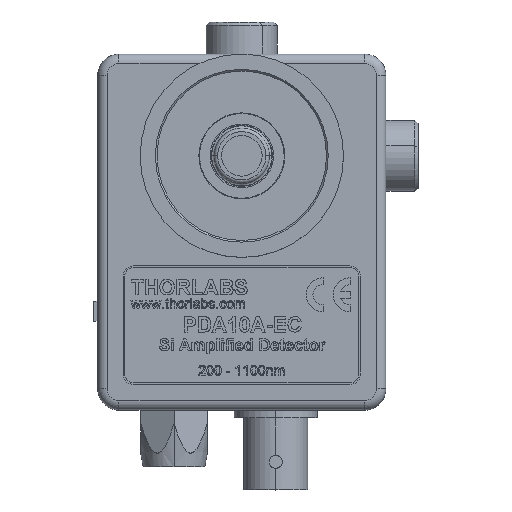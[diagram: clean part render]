
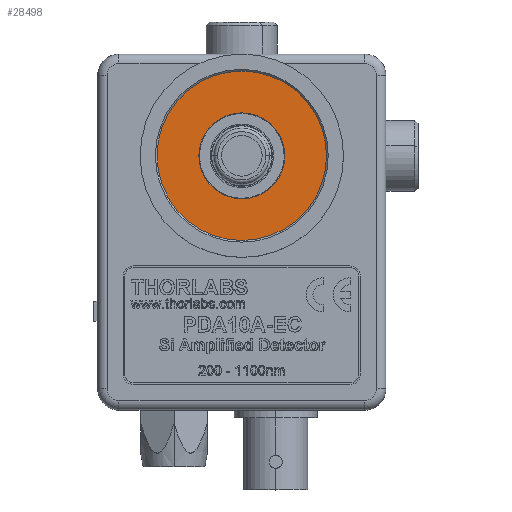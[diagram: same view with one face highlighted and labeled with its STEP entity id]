
A CAD part, top view. The second image highlights one B-rep face of the part: STEP entity #28498.
In plain terms, the highlighted planar face has unit normal (0, 0, 1).
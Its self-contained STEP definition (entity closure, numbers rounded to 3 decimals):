
#14071 = CARTESIAN_POINT ( 'NONE',  ( 28.029, 38.1, 21.082 ) ) ;
#14072 = DIRECTION ( 'NONE',  ( 1., 0., 0. ) ) ;
#14073 = DIRECTION ( 'NONE',  ( 0., 0., 1. ) ) ;
#14074 = AXIS2_PLACEMENT_3D ( 'NONE', #14081, #14073, #14072 ) ;
#14075 = CIRCLE ( 'NONE', #14074, 13.145 ) ;
#14081 = CARTESIAN_POINT ( 'NONE',  ( 21.59, 38.1, 21.082 ) ) ;
#14284 = CARTESIAN_POINT ( 'NONE',  ( 34.735, 38.1, 21.082 ) ) ;
#14285 = DIRECTION ( 'NONE',  ( 1., 0., 0. ) ) ;
#14286 = DIRECTION ( 'NONE',  ( 0., 0., 1. ) ) ;
#14287 = CARTESIAN_POINT ( 'NONE',  ( 21.59, 38.1, 21.082 ) ) ;
#14288 = AXIS2_PLACEMENT_3D ( 'NONE', #14287, #14286, #14285 ) ;
#14289 = CIRCLE ( 'NONE', #14288, 6.439 ) ;
#14290 = CARTESIAN_POINT ( 'NONE',  ( 15.151, 38.1, 21.082 ) ) ;
#14313 = CARTESIAN_POINT ( 'NONE',  ( 8.445, 38.1, 21.082 ) ) ;
#22297 = EDGE_CURVE ( 'NONE', #22389, #22399, #14075, .T. ) ;
#22298 = VERTEX_POINT ( 'NONE', #14071 ) ;
#22386 = VERTEX_POINT ( 'NONE', #14290 ) ;
#22388 = EDGE_CURVE ( 'NONE', #22386, #22298, #14289, .T. ) ;
#22389 = VERTEX_POINT ( 'NONE', #14284 ) ;
#22399 = VERTEX_POINT ( 'NONE', #14313 ) ;
#27115 = EDGE_CURVE ( 'NONE', #22298, #22386, #34816, .T. ) ;
#28498 = ADVANCED_FACE ( 'NONE', ( #40536, #40526 ), #40485, .T. ) ;
#28500 = EDGE_LOOP ( 'NONE', ( #28501, #28503 ) ) ;
#28501 = ORIENTED_EDGE ( 'NONE', *, *, #27115, .F. ) ;
#28503 = ORIENTED_EDGE ( 'NONE', *, *, #22388, .F. ) ;
#28506 = EDGE_LOOP ( 'NONE', ( #28517, #28518 ) ) ;
#28517 = ORIENTED_EDGE ( 'NONE', *, *, #28580, .T. ) ;
#28518 = ORIENTED_EDGE ( 'NONE', *, *, #22297, .T. ) ;
#28580 = EDGE_CURVE ( 'NONE', #22399, #22389, #40875, .T. ) ;
#34811 = DIRECTION ( 'NONE',  ( 1., 0., 0. ) ) ;
#34813 = DIRECTION ( 'NONE',  ( 0., 0., 1. ) ) ;
#34815 = AXIS2_PLACEMENT_3D ( 'NONE', #34832, #34813, #34811 ) ;
#34816 = CIRCLE ( 'NONE', #34815, 6.439 ) ;
#34832 = CARTESIAN_POINT ( 'NONE',  ( 21.59, 38.1, 21.082 ) ) ;
#40474 = DIRECTION ( 'NONE',  ( 1., 0., 0. ) ) ;
#40476 = DIRECTION ( 'NONE',  ( 0., 0., 1. ) ) ;
#40478 = CARTESIAN_POINT ( 'NONE',  ( 21.59, 38.1, 21.082 ) ) ;
#40479 = AXIS2_PLACEMENT_3D ( 'NONE', #40478, #40476, #40474 ) ;
#40485 = PLANE ( 'NONE',  #40479 ) ;
#40526 = FACE_OUTER_BOUND ( 'NONE', #28506, .T. ) ;
#40536 = FACE_BOUND ( 'NONE', #28500, .T. ) ;
#40858 = DIRECTION ( 'NONE',  ( 1., 0., 0. ) ) ;
#40860 = DIRECTION ( 'NONE',  ( 0., 0., 1. ) ) ;
#40862 = CARTESIAN_POINT ( 'NONE',  ( 21.59, 38.1, 21.082 ) ) ;
#40864 = AXIS2_PLACEMENT_3D ( 'NONE', #40862, #40860, #40858 ) ;
#40875 = CIRCLE ( 'NONE', #40864, 13.145 ) ;
